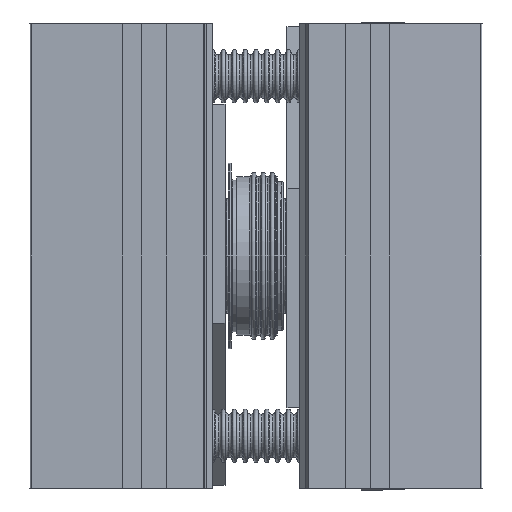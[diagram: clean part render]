
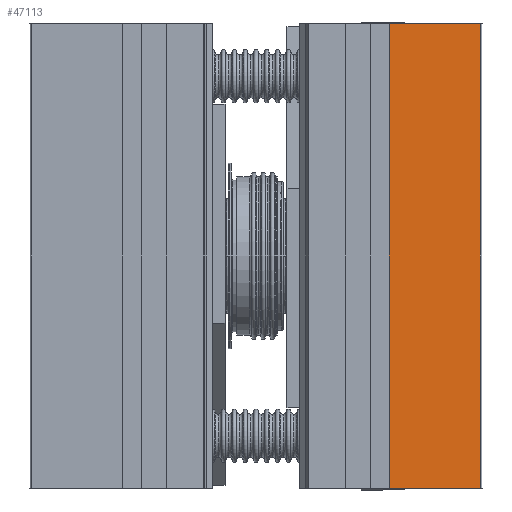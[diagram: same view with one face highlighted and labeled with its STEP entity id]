
A CAD part, left-side view. The second image highlights one B-rep face of the part: STEP entity #47113.
In plain terms, the highlighted planar face has unit normal (-0.999, -0.034, 0).
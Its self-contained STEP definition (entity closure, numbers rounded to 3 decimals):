
#440 = CARTESIAN_POINT ( 'NONE',  ( -84.157, -28.994, 75. ) ) ;
#1367 = EDGE_LOOP ( 'NONE', ( #29326, #18084, #15610, #2579 ) ) ;
#1475 = DIRECTION ( 'NONE',  ( 0., 0., -1. ) ) ;
#2579 = ORIENTED_EDGE ( 'NONE', *, *, #31273, .T. ) ;
#2854 = EDGE_CURVE ( 'NONE', #49585, #22783, #10050, .T. ) ;
#3461 = VERTEX_POINT ( 'NONE', #11656 ) ;
#8693 = DIRECTION ( 'NONE',  ( -0.034, 0.999, 0. ) ) ;
#8997 = CARTESIAN_POINT ( 'NONE',  ( -84.157, -28.994, 75. ) ) ;
#10050 = LINE ( 'NONE', #46710, #29714 ) ;
#10053 = VERTEX_POINT ( 'NONE', #10617 ) ;
#10617 = CARTESIAN_POINT ( 'NONE',  ( -83.15, -58.35, 75. ) ) ;
#10763 = CARTESIAN_POINT ( 'NONE',  ( -83.15, -58.35, -75. ) ) ;
#11656 = CARTESIAN_POINT ( 'NONE',  ( -84.157, -28.994, 75. ) ) ;
#12744 = VECTOR ( 'NONE', #1475, 1000. ) ;
#13815 = LINE ( 'NONE', #26448, #21793 ) ;
#15610 = ORIENTED_EDGE ( 'NONE', *, *, #46373, .F. ) ;
#17933 = DIRECTION ( 'NONE',  ( 0., 0., -1. ) ) ;
#18084 = ORIENTED_EDGE ( 'NONE', *, *, #33530, .F. ) ;
#20362 = PLANE ( 'NONE',  #37000 ) ;
#21793 = VECTOR ( 'NONE', #17933, 1000. ) ;
#22783 = VERTEX_POINT ( 'NONE', #10763 ) ;
#24478 = CARTESIAN_POINT ( 'NONE',  ( -84.157, -28.994, 75. ) ) ;
#24976 = DIRECTION ( 'NONE',  ( 0.034, -0.999, 0. ) ) ;
#26299 = LINE ( 'NONE', #8997, #39189 ) ;
#26448 = CARTESIAN_POINT ( 'NONE',  ( -83.15, -58.35, 75. ) ) ;
#28397 = DIRECTION ( 'NONE',  ( 0.999, 0.034, 0. ) ) ;
#29326 = ORIENTED_EDGE ( 'NONE', *, *, #2854, .T. ) ;
#29714 = VECTOR ( 'NONE', #42413, 1000. ) ;
#31273 = EDGE_CURVE ( 'NONE', #3461, #49585, #37900, .T. ) ;
#31798 = CARTESIAN_POINT ( 'NONE',  ( -84.157, -28.994, -75. ) ) ;
#33530 = EDGE_CURVE ( 'NONE', #10053, #22783, #13815, .T. ) ;
#34706 = FACE_OUTER_BOUND ( 'NONE', #1367, .T. ) ;
#37000 = AXIS2_PLACEMENT_3D ( 'NONE', #440, #28397, #8693 ) ;
#37900 = LINE ( 'NONE', #24478, #12744 ) ;
#39189 = VECTOR ( 'NONE', #24976, 1000. ) ;
#42413 = DIRECTION ( 'NONE',  ( 0.034, -0.999, 0. ) ) ;
#46373 = EDGE_CURVE ( 'NONE', #3461, #10053, #26299, .T. ) ;
#46710 = CARTESIAN_POINT ( 'NONE',  ( -84.157, -28.994, -75. ) ) ;
#47113 = ADVANCED_FACE ( 'NONE', ( #34706 ), #20362, .F. ) ;
#49585 = VERTEX_POINT ( 'NONE', #31798 ) ;
